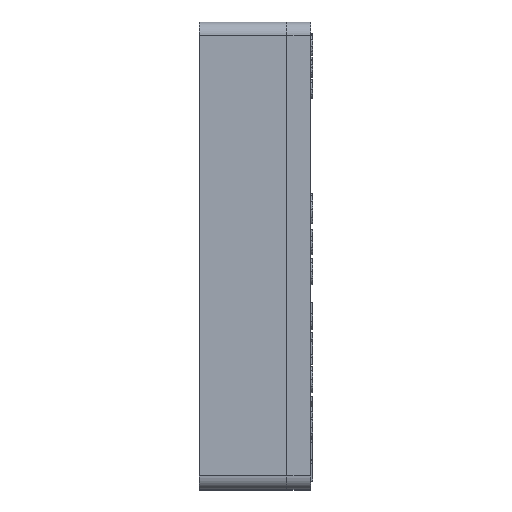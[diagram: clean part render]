
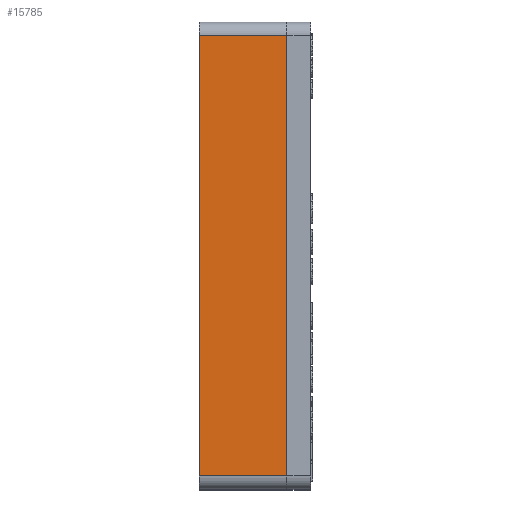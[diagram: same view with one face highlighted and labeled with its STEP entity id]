
A CAD part, top view. The second image highlights one B-rep face of the part: STEP entity #15785.
In plain terms, the highlighted planar face has unit normal (0, 0, 1).
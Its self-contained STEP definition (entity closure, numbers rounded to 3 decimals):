
#1690=PLANE('',#16284);
#2496=FACE_OUTER_BOUND('',#3402,.T.);
#3402=EDGE_LOOP('',(#14635,#14636,#14637,#14638));
#4807=LINE('',#30251,#6224);
#4808=LINE('',#30254,#6225);
#4816=LINE('',#30288,#6233);
#4817=LINE('',#30289,#6234);
#6224=VECTOR('',#18542,10.);
#6225=VECTOR('',#18545,10.);
#6233=VECTOR('',#18573,10.);
#6234=VECTOR('',#18574,10.);
#7876=VERTEX_POINT('',#30244);
#7879=VERTEX_POINT('',#30249);
#7880=VERTEX_POINT('',#30253);
#7896=VERTEX_POINT('',#30287);
#10153=EDGE_CURVE('',#7879,#7876,#4807,.T.);
#10154=EDGE_CURVE('',#7876,#7880,#4808,.T.);
#10171=EDGE_CURVE('',#7879,#7896,#4816,.T.);
#10172=EDGE_CURVE('',#7880,#7896,#4817,.T.);
#14635=ORIENTED_EDGE('',*,*,#10153,.F.);
#14636=ORIENTED_EDGE('',*,*,#10171,.T.);
#14637=ORIENTED_EDGE('',*,*,#10172,.F.);
#14638=ORIENTED_EDGE('',*,*,#10154,.F.);
#15785=ADVANCED_FACE('',(#2496),#1690,.T.);
#16284=AXIS2_PLACEMENT_3D('',#30286,#18571,#18572);
#18542=DIRECTION('',(1.,0.,0.));
#18545=DIRECTION('',(0.,-1.,0.));
#18571=DIRECTION('center_axis',(0.,0.,1.));
#18572=DIRECTION('ref_axis',(0.,-1.,0.));
#18573=DIRECTION('',(0.,-1.,0.));
#18574=DIRECTION('',(-1.,0.,0.));
#30244=CARTESIAN_POINT('',(19.4,-3.,64.2));
#30249=CARTESIAN_POINT('',(0.,-3.,64.2));
#30251=CARTESIAN_POINT('',(0.,-3.,64.2));
#30253=CARTESIAN_POINT('',(19.4,-100.4,64.2));
#30254=CARTESIAN_POINT('',(19.4,0.,64.2));
#30286=CARTESIAN_POINT('Origin',(0.,0.,64.2));
#30287=CARTESIAN_POINT('',(0.,-100.4,64.2));
#30288=CARTESIAN_POINT('',(0.,0.,64.2));
#30289=CARTESIAN_POINT('',(0.,-100.4,64.2));
